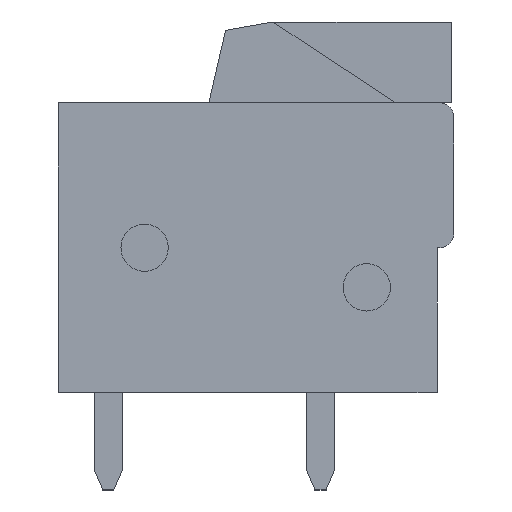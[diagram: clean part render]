
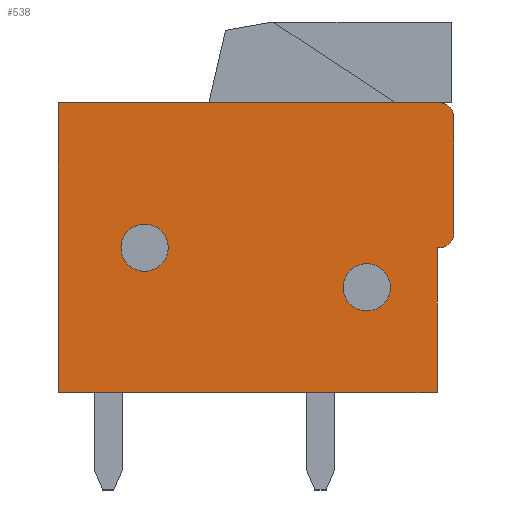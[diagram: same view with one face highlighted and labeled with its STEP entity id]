
A CAD part, left-side view. The second image highlights one B-rep face of the part: STEP entity #538.
In plain terms, the highlighted planar face has unit normal (-1, 0, 0).
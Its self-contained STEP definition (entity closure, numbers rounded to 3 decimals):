
#538 = ADVANCED_FACE( '', ( #1070, #1071, #1072 ), #1073, .T. );
#1070 = FACE_BOUND( '', #1708, .T. );
#1071 = FACE_OUTER_BOUND( '', #1709, .T. );
#1072 = FACE_BOUND( '', #1710, .T. );
#1073 = PLANE( '', #1711 );
#1708 = EDGE_LOOP( '', ( #2417 ) );
#1709 = EDGE_LOOP( '', ( #2418, #2419, #2420, #2421, #2422, #2423, #2424, #2425 ) );
#1710 = EDGE_LOOP( '', ( #2426 ) );
#1711 = AXIS2_PLACEMENT_3D( '', #2427, #2428, #2429 );
#2417 = ORIENTED_EDGE( '', *, *, #4166, .T. );
#2418 = ORIENTED_EDGE( '', *, *, #4167, .T. );
#2419 = ORIENTED_EDGE( '', *, *, #4168, .T. );
#2420 = ORIENTED_EDGE( '', *, *, #4147, .T. );
#2421 = ORIENTED_EDGE( '', *, *, #4169, .T. );
#2422 = ORIENTED_EDGE( '', *, *, #4170, .T. );
#2423 = ORIENTED_EDGE( '', *, *, #4171, .T. );
#2424 = ORIENTED_EDGE( '', *, *, #4172, .T. );
#2425 = ORIENTED_EDGE( '', *, *, #4173, .T. );
#2426 = ORIENTED_EDGE( '', *, *, #4145, .T. );
#2427 = CARTESIAN_POINT( '', ( -2.5, 0., 0. ) );
#2428 = DIRECTION( '', ( -1., 0., 0. ) );
#2429 = DIRECTION( '', ( 0., 0., 1. ) );
#4145 = EDGE_CURVE( '', #4905, #4905, #4906, .T. );
#4147 = EDGE_CURVE( '', #4908, #4909, #4910, .T. );
#4166 = EDGE_CURVE( '', #4941, #4941, #4942, .T. );
#4167 = EDGE_CURVE( '', #4943, #4944, #4945, .T. );
#4168 = EDGE_CURVE( '', #4944, #4908, #4946, .T. );
#4169 = EDGE_CURVE( '', #4909, #4947, #4948, .T. );
#4170 = EDGE_CURVE( '', #4947, #4949, #4950, .T. );
#4171 = EDGE_CURVE( '', #4949, #4951, #4952, .T. );
#4172 = EDGE_CURVE( '', #4951, #4953, #4954, .T. );
#4173 = EDGE_CURVE( '', #4953, #4943, #4955, .T. );
#4905 = VERTEX_POINT( '', #6000 );
#4906 = CIRCLE( '', #6001, 0.85 );
#4908 = VERTEX_POINT( '', #6003 );
#4909 = VERTEX_POINT( '', #6004 );
#4910 = LINE( '', #6005, #6006 );
#4941 = VERTEX_POINT( '', #6050 );
#4942 = CIRCLE( '', #6051, 0.85 );
#4943 = VERTEX_POINT( '', #6052 );
#4944 = VERTEX_POINT( '', #6053 );
#4945 = LINE( '', #6054, #6055 );
#4946 = CIRCLE( '', #6056, 0.5 );
#4947 = VERTEX_POINT( '', #6057 );
#4948 = CIRCLE( '', #6058, 0.5 );
#4949 = VERTEX_POINT( '', #6059 );
#4950 = LINE( '', #6060, #6061 );
#4951 = VERTEX_POINT( '', #6062 );
#4952 = LINE( '', #6063, #6064 );
#4953 = VERTEX_POINT( '', #6065 );
#4954 = LINE( '', #6066, #6067 );
#4955 = LINE( '', #6068, #6069 );
#6000 = CARTESIAN_POINT( '', ( -2.5, -4.825, -1.425 ) );
#6001 = AXIS2_PLACEMENT_3D( '', #7359, #7360, #7361 );
#6003 = CARTESIAN_POINT( '', ( -2.5, -7.1, 0.5 ) );
#6004 = CARTESIAN_POINT( '', ( -2.5, -7.1, 4.7 ) );
#6005 = CARTESIAN_POINT( '', ( -2.5, -7.1, 0. ) );
#6006 = VECTOR( '', #7362, 1000. );
#6050 = CARTESIAN_POINT( '', ( -2.5, 3.15, 0. ) );
#6051 = AXIS2_PLACEMENT_3D( '', #7382, #7383, #7384 );
#6052 = CARTESIAN_POINT( '', ( -2.5, -6.5, 0. ) );
#6053 = CARTESIAN_POINT( '', ( -2.5, -6.6, 0. ) );
#6054 = CARTESIAN_POINT( '', ( -2.5, -6.5, 0. ) );
#6055 = VECTOR( '', #7385, 1000. );
#6056 = AXIS2_PLACEMENT_3D( '', #7386, #7387, #7388 );
#6057 = CARTESIAN_POINT( '', ( -2.5, -6.6, 5.2 ) );
#6058 = AXIS2_PLACEMENT_3D( '', #7389, #7390, #7391 );
#6059 = CARTESIAN_POINT( '', ( -2.5, 7.1, 5.2 ) );
#6060 = CARTESIAN_POINT( '', ( -2.5, -7.1, 5.2 ) );
#6061 = VECTOR( '', #7392, 1000. );
#6062 = CARTESIAN_POINT( '', ( -2.5, 7.1, -5.2 ) );
#6063 = CARTESIAN_POINT( '', ( -2.5, 7.1, 5.2 ) );
#6064 = VECTOR( '', #7393, 1000. );
#6065 = CARTESIAN_POINT( '', ( -2.5, -6.5, -5.2 ) );
#6066 = CARTESIAN_POINT( '', ( -2.5, 7.1, -5.2 ) );
#6067 = VECTOR( '', #7394, 1000. );
#6068 = CARTESIAN_POINT( '', ( -2.5, -6.5, -5.2 ) );
#6069 = VECTOR( '', #7395, 1000. );
#7359 = CARTESIAN_POINT( '', ( -2.5, -3.975, -1.425 ) );
#7360 = DIRECTION( '', ( 1., 0., 0. ) );
#7361 = DIRECTION( '', ( 0., -1., 0. ) );
#7362 = DIRECTION( '', ( 0., 0., 1. ) );
#7382 = CARTESIAN_POINT( '', ( -2.5, 4., 0. ) );
#7383 = DIRECTION( '', ( 1., 0., 0. ) );
#7384 = DIRECTION( '', ( 0., -1., 0. ) );
#7385 = DIRECTION( '', ( 0., -1., 0. ) );
#7386 = CARTESIAN_POINT( '', ( -2.5, -6.6, 0.5 ) );
#7387 = DIRECTION( '', ( -1., 0., 0. ) );
#7388 = DIRECTION( '', ( 0., 0., 1. ) );
#7389 = CARTESIAN_POINT( '', ( -2.5, -6.6, 4.7 ) );
#7390 = DIRECTION( '', ( -1., 0., 0. ) );
#7391 = DIRECTION( '', ( 0., 0., 1. ) );
#7392 = DIRECTION( '', ( 0., 1., 0. ) );
#7393 = DIRECTION( '', ( 0., 0., -1. ) );
#7394 = DIRECTION( '', ( 0., -1., 0. ) );
#7395 = DIRECTION( '', ( 0., 0., 1. ) );
